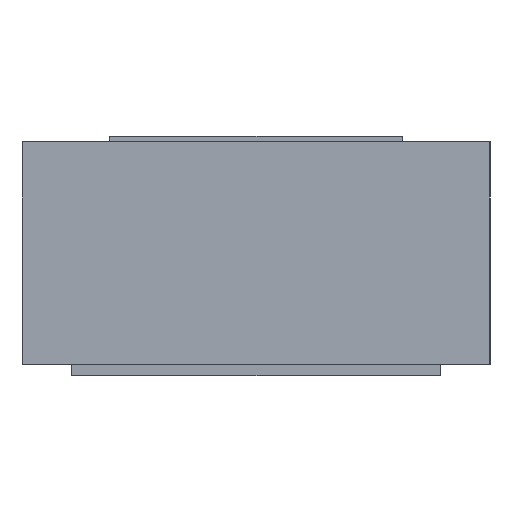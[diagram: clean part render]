
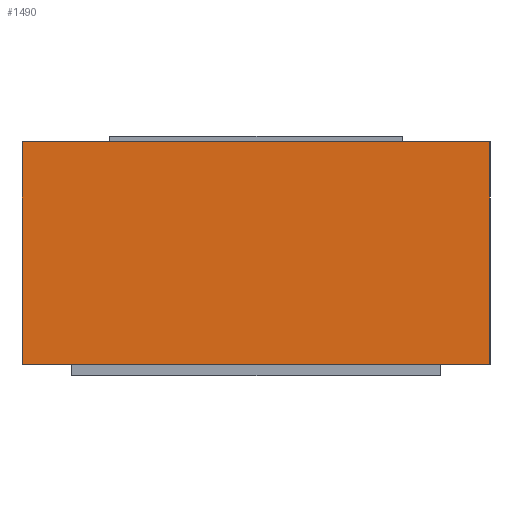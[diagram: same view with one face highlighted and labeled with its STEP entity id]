
A CAD part, left-side view. The second image highlights one B-rep face of the part: STEP entity #1490.
In plain terms, the highlighted planar face has unit normal (-1, 0, 0).
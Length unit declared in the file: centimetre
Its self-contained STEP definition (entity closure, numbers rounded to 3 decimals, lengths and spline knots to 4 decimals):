
#184 = CARTESIAN_POINT ( 'NONE',  ( -0.08, 0., 0.038 ) ) ;
#206 = EDGE_CURVE ( 'NONE', #467, #764, #838, .T. ) ;
#208 = CARTESIAN_POINT ( 'NONE',  ( -0.08, 0.04, 0.038 ) ) ;
#254 = VECTOR ( 'NONE', #1198, 100. ) ;
#467 = VERTEX_POINT ( 'NONE', #208 ) ;
#511 = CARTESIAN_POINT ( 'NONE',  ( -0.08, -0.04, 0.038 ) ) ;
#517 = CARTESIAN_POINT ( 'NONE',  ( -0.08, 0.04, 0. ) ) ;
#564 = VERTEX_POINT ( 'NONE', #635 ) ;
#635 = CARTESIAN_POINT ( 'NONE',  ( -0.08, -0.04, 0. ) ) ;
#660 = LINE ( 'NONE', #2009, #1639 ) ;
#764 = VERTEX_POINT ( 'NONE', #848 ) ;
#809 = EDGE_CURVE ( 'NONE', #764, #564, #1411, .T. ) ;
#838 = LINE ( 'NONE', #517, #254 ) ;
#842 = DIRECTION ( 'NONE',  ( 0., 0., -1. ) ) ;
#848 = CARTESIAN_POINT ( 'NONE',  ( -0.08, 0.04, 0. ) ) ;
#873 = DIRECTION ( 'NONE',  ( -1., 0., 0. ) ) ;
#875 = EDGE_CURVE ( 'NONE', #1163, #564, #660, .T. ) ;
#899 = DIRECTION ( 'NONE',  ( 0., -1., 0. ) ) ;
#925 = EDGE_LOOP ( 'NONE', ( #1992, #1816, #1271, #1535 ) ) ;
#934 = AXIS2_PLACEMENT_3D ( 'NONE', #1232, #873, #2049 ) ;
#1163 = VERTEX_POINT ( 'NONE', #511 ) ;
#1181 = EDGE_CURVE ( 'NONE', #467, #1163, #1910, .T. ) ;
#1198 = DIRECTION ( 'NONE',  ( 0., 0., -1. ) ) ;
#1222 = FACE_OUTER_BOUND ( 'NONE', #925, .T. ) ;
#1232 = CARTESIAN_POINT ( 'NONE',  ( -0.08, 0., 0. ) ) ;
#1271 = ORIENTED_EDGE ( 'NONE', *, *, #1181, .F. ) ;
#1392 = PLANE ( 'NONE',  #934 ) ;
#1396 = VECTOR ( 'NONE', #1582, 100. ) ;
#1411 = LINE ( 'NONE', #2107, #1396 ) ;
#1490 = ADVANCED_FACE ( 'NONE', ( #1222 ), #1392, .T. ) ;
#1535 = ORIENTED_EDGE ( 'NONE', *, *, #206, .T. ) ;
#1582 = DIRECTION ( 'NONE',  ( 0., -1., 0. ) ) ;
#1639 = VECTOR ( 'NONE', #842, 100. ) ;
#1739 = VECTOR ( 'NONE', #899, 100. ) ;
#1816 = ORIENTED_EDGE ( 'NONE', *, *, #875, .F. ) ;
#1910 = LINE ( 'NONE', #184, #1739 ) ;
#1992 = ORIENTED_EDGE ( 'NONE', *, *, #809, .T. ) ;
#2009 = CARTESIAN_POINT ( 'NONE',  ( -0.08, -0.04, 0. ) ) ;
#2049 = DIRECTION ( 'NONE',  ( 0., -1., 0. ) ) ;
#2107 = CARTESIAN_POINT ( 'NONE',  ( -0.08, 0., 0. ) ) ;
